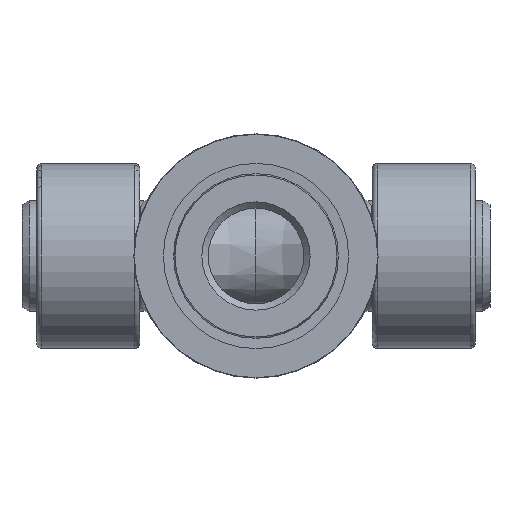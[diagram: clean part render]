
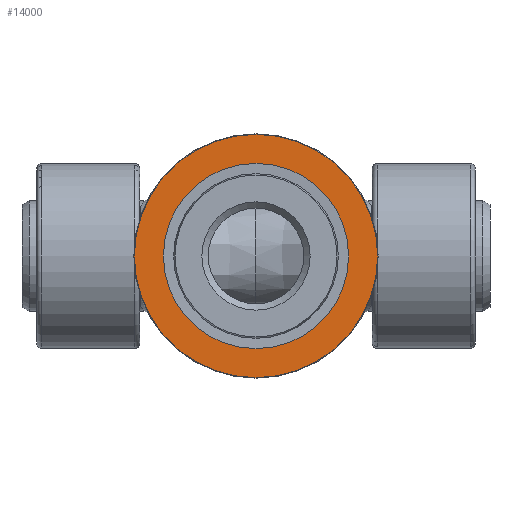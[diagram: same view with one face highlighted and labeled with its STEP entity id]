
A CAD part, front view. The second image highlights one B-rep face of the part: STEP entity #14000.
In plain terms, the highlighted face is planar.
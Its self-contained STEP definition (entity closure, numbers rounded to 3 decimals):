
#2757=PLANE('',#15024);
#3132=FACE_BOUND('',#4464,.T.);
#3589=FACE_OUTER_BOUND('',#4463,.T.);
#4463=EDGE_LOOP('',(#11337));
#4464=EDGE_LOOP('',(#11338));
#5135=CIRCLE('',#15022,47.3);
#5136=CIRCLE('',#15025,36.);
#6332=VERTEX_POINT('',#26154);
#6333=VERTEX_POINT('',#26158);
#8126=EDGE_CURVE('',#6332,#6332,#5135,.T.);
#8127=EDGE_CURVE('',#6333,#6333,#5136,.T.);
#11337=ORIENTED_EDGE('',*,*,#8126,.F.);
#11338=ORIENTED_EDGE('',*,*,#8127,.T.);
#14000=ADVANCED_FACE('',(#3589,#3132),#2757,.F.);
#15022=AXIS2_PLACEMENT_3D('',#26155,#17317,#17318);
#15024=AXIS2_PLACEMENT_3D('',#26157,#17321,#17322);
#15025=AXIS2_PLACEMENT_3D('',#26159,#17323,#17324);
#17317=DIRECTION('center_axis',(0.,0.,1.));
#17318=DIRECTION('ref_axis',(-1.,0.,0.));
#17321=DIRECTION('center_axis',(0.,0.,1.));
#17322=DIRECTION('ref_axis',(1.,0.,0.));
#17323=DIRECTION('center_axis',(0.,0.,1.));
#17324=DIRECTION('ref_axis',(0.,-1.,0.));
#26154=CARTESIAN_POINT('',(47.3,0.,0.));
#26155=CARTESIAN_POINT('Origin',(0.,0.,0.));
#26157=CARTESIAN_POINT('Origin',(0.,0.,0.));
#26158=CARTESIAN_POINT('',(0.,-36.,0.));
#26159=CARTESIAN_POINT('Origin',(0.,0.,0.));
